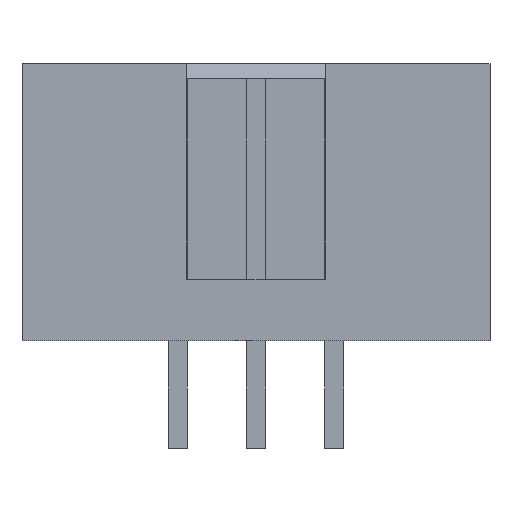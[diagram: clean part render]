
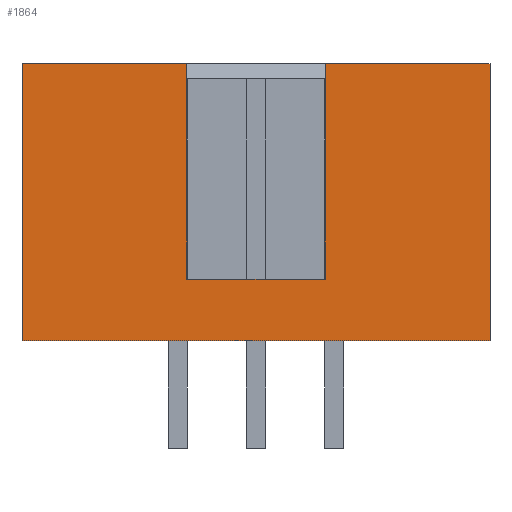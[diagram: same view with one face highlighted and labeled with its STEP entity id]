
A CAD part, front view. The second image highlights one B-rep face of the part: STEP entity #1864.
In plain terms, the highlighted planar face has unit normal (0, -1, 0).
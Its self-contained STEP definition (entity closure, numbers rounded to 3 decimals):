
#109=FACE_OUTER_BOUND('',#204,.T.);
#204=EDGE_LOOP('',(#1495,#1496,#1497,#1498,#1499,#1500,#1501,#1502));
#317=LINE('',#2612,#564);
#329=LINE('',#2636,#576);
#333=LINE('',#2643,#580);
#433=LINE('',#2850,#680);
#447=LINE('',#2876,#694);
#452=LINE('',#2886,#699);
#453=LINE('',#2887,#700);
#454=LINE('',#2888,#701);
#564=VECTOR('',#2148,10.);
#576=VECTOR('',#2160,10.);
#580=VECTOR('',#2166,10.);
#680=VECTOR('',#2344,10.);
#694=VECTOR('',#2368,10.);
#699=VECTOR('',#2379,10.);
#700=VECTOR('',#2380,10.);
#701=VECTOR('',#2381,10.);
#782=VERTEX_POINT('',#2609);
#783=VERTEX_POINT('',#2611);
#794=VERTEX_POINT('',#2633);
#795=VERTEX_POINT('',#2635);
#797=VERTEX_POINT('',#2641);
#865=VERTEX_POINT('',#2849);
#872=VERTEX_POINT('',#2874);
#874=VERTEX_POINT('',#2885);
#973=EDGE_CURVE('',#782,#783,#317,.T.);
#985=EDGE_CURVE('',#794,#795,#329,.T.);
#989=EDGE_CURVE('',#797,#782,#333,.T.);
#1089=EDGE_CURVE('',#865,#795,#433,.T.);
#1103=EDGE_CURVE('',#872,#794,#447,.T.);
#1108=EDGE_CURVE('',#874,#872,#452,.T.);
#1109=EDGE_CURVE('',#874,#783,#453,.T.);
#1110=EDGE_CURVE('',#865,#797,#454,.T.);
#1495=ORIENTED_EDGE('',*,*,#1103,.F.);
#1496=ORIENTED_EDGE('',*,*,#1108,.F.);
#1497=ORIENTED_EDGE('',*,*,#1109,.T.);
#1498=ORIENTED_EDGE('',*,*,#973,.F.);
#1499=ORIENTED_EDGE('',*,*,#989,.F.);
#1500=ORIENTED_EDGE('',*,*,#1110,.F.);
#1501=ORIENTED_EDGE('',*,*,#1089,.T.);
#1502=ORIENTED_EDGE('',*,*,#985,.F.);
#1708=PLANE('',#1973);
#1864=ADVANCED_FACE('',(#109),#1708,.T.);
#1973=AXIS2_PLACEMENT_3D('',#2884,#2377,#2378);
#2148=DIRECTION('',(1.,0.,0.));
#2160=DIRECTION('',(1.,0.,0.));
#2166=DIRECTION('',(0.,0.,1.));
#2344=DIRECTION('',(0.,0.,1.));
#2368=DIRECTION('',(0.,0.,1.));
#2377=DIRECTION('center_axis',(0.,-1.,0.));
#2378=DIRECTION('ref_axis',(-1.,0.,0.));
#2379=DIRECTION('',(-1.,0.,0.));
#2380=DIRECTION('',(0.,0.,1.));
#2381=DIRECTION('',(1.,0.,0.));
#2609=CARTESIAN_POINT('',(2.25,-4.25,7.));
#2611=CARTESIAN_POINT('',(7.6,-4.25,7.));
#2612=CARTESIAN_POINT('',(-7.6,-4.25,7.));
#2633=CARTESIAN_POINT('',(-7.6,-4.25,7.));
#2635=CARTESIAN_POINT('',(-2.25,-4.25,7.));
#2636=CARTESIAN_POINT('',(-7.6,-4.25,7.));
#2641=CARTESIAN_POINT('',(2.25,-4.25,0.));
#2643=CARTESIAN_POINT('',(2.25,-4.25,0.));
#2849=CARTESIAN_POINT('',(-2.25,-4.25,0.));
#2850=CARTESIAN_POINT('',(-2.25,-4.25,0.));
#2874=CARTESIAN_POINT('',(-7.6,-4.25,-2.));
#2876=CARTESIAN_POINT('',(-7.6,-4.25,0.));
#2884=CARTESIAN_POINT('Origin',(7.6,-4.25,0.));
#2885=CARTESIAN_POINT('',(7.6,-4.25,-2.));
#2886=CARTESIAN_POINT('',(-7.6,-4.25,-2.));
#2887=CARTESIAN_POINT('',(7.6,-4.25,0.));
#2888=CARTESIAN_POINT('',(-7.6,-4.25,0.));
